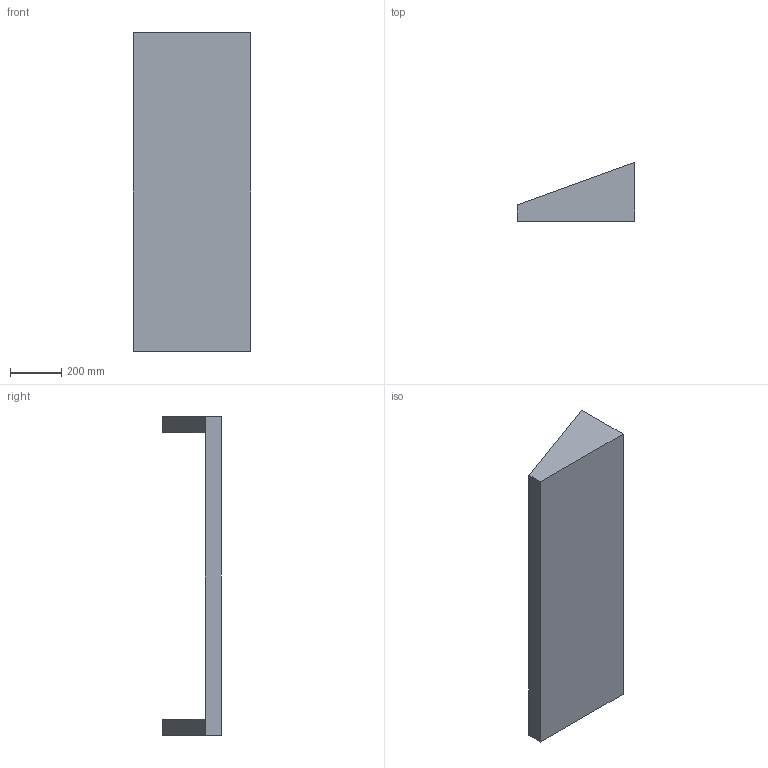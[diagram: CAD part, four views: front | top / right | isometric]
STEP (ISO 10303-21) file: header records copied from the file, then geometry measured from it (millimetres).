
FILE_DESCRIPTION (( 'STEP AP203' ), '1' );
FILE_NAME ('shelf_Default_sldprt.STEP', '2020-04-20T20:02:06', ( '' ), ( '' ), 'SwSTEP 2.0', 'SolidWorks 2018', '' );
FILE_SCHEMA (( 'CONFIG_CONTROL_DESIGN' ));
Length unit declared in the file: inch
Products named in the file (1): shelf_Default_sldprt
Bounding box: 457.2 x 229.91 x 1244.6 mm (x, y, z)
Volume: 40964643 mm3; surface area: 1531213.7 mm2
Topology: 1 solids, 1 shells, 10 faces, 22 edges, 14 vertices
Faces by surface type: plane 10
Entity records: 349 total; most frequent: CARTESIAN_POINT 47, DIRECTION 44, ORIENTED_EDGE 44, LINE 22, EDGE_CURVE 22, VECTOR 22, VERTEX_POINT 14, AXIS2_PLACEMENT_3D 11
